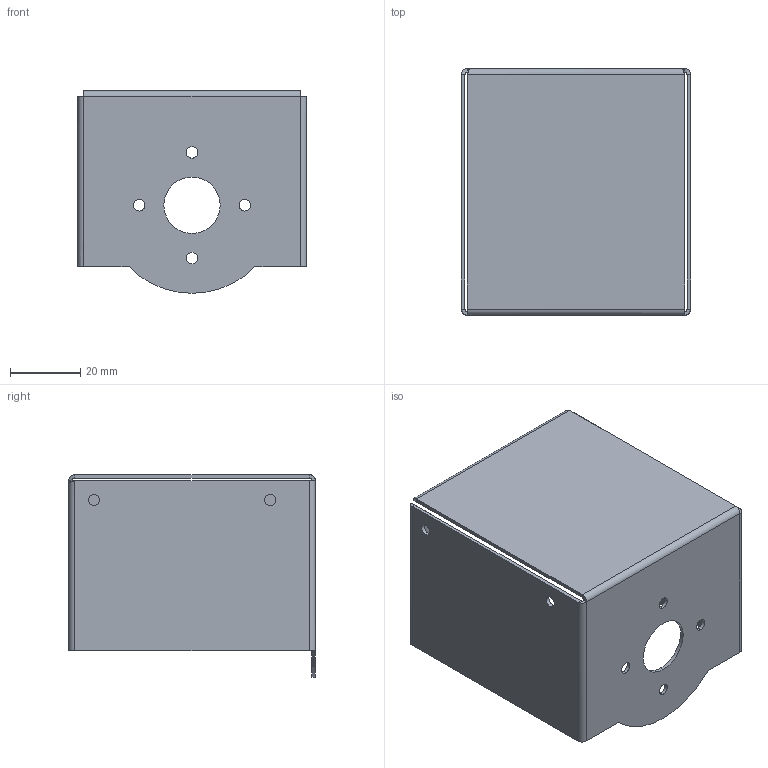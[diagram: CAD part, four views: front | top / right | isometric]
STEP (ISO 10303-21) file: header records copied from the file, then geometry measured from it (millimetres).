
FILE_DESCRIPTION (( 'STEP AP214' ), '1' );
FILE_NAME ('µç»ú¼Ü-îÓ½ð.STEP', '2022-03-12T07:54:09', ( '' ), ( '' ), 'SwSTEP 2.0', 'SolidWorks 2019', '' );
FILE_SCHEMA (( 'AUTOMOTIVE_DESIGN' ));
Length unit declared in the file: millimetre
Products named in the file (1): 萇儂殤-鍼踢
Bounding box: 65 x 70 x 57.5 mm (x, y, z)
Volume: 14882.5 mm3; surface area: 30603.9 mm2
Topology: 1 solids, 1 shells, 83 faces, 195 edges, 114 vertices
Faces by surface type: cylinder 40, plane 35, bspline 8
Entity records: 2815 total; most frequent: CARTESIAN_POINT 849, DIRECTION 395, ORIENTED_EDGE 390, EDGE_CURVE 195, AXIS2_PLACEMENT_3D 140, VECTOR 115, LINE 115, VERTEX_POINT 114
